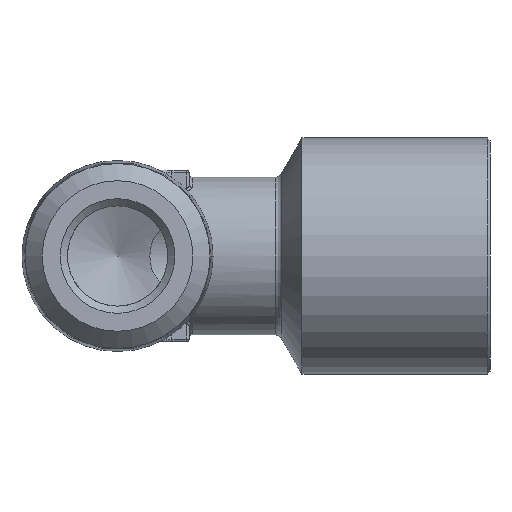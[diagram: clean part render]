
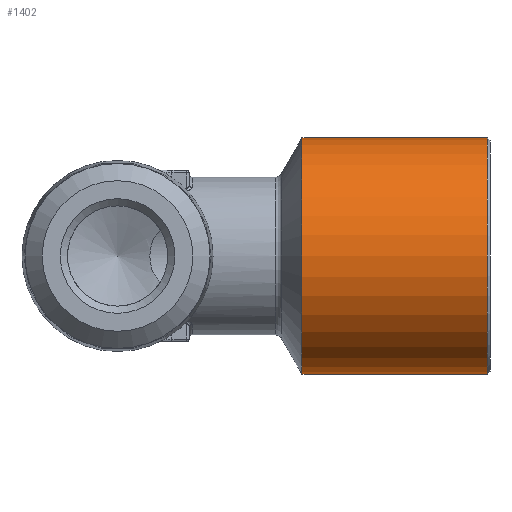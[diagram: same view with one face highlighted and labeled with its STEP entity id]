
A CAD part, front view. The second image highlights one B-rep face of the part: STEP entity #1402.
In plain terms, the highlighted cylindrical face has radius 8.25 mm (diameter 16.5 mm), a full revolution.
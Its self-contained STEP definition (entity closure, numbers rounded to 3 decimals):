
#254=CYLINDRICAL_SURFACE('',#1516,8.25);
#295=FACE_BOUND('',#422,.T.);
#313=FACE_OUTER_BOUND('',#421,.T.);
#421=EDGE_LOOP('',(#979));
#422=EDGE_LOOP('',(#980));
#537=CIRCLE('',#1515,8.25);
#538=CIRCLE('',#1517,8.25);
#638=VERTEX_POINT('',#2154);
#639=VERTEX_POINT('',#2157);
#764=EDGE_CURVE('',#638,#638,#537,.T.);
#765=EDGE_CURVE('',#639,#639,#538,.T.);
#979=ORIENTED_EDGE('',*,*,#764,.T.);
#980=ORIENTED_EDGE('',*,*,#765,.T.);
#1402=ADVANCED_FACE('',(#313,#295),#254,.T.);
#1515=AXIS2_PLACEMENT_3D('',#2155,#1713,#1714);
#1516=AXIS2_PLACEMENT_3D('',#2156,#1715,#1716);
#1517=AXIS2_PLACEMENT_3D('',#2158,#1717,#1718);
#1713=DIRECTION('center_axis',(-1.,0.,0.));
#1714=DIRECTION('ref_axis',(0.,-1.,0.));
#1715=DIRECTION('center_axis',(-1.,0.,0.));
#1716=DIRECTION('ref_axis',(0.,-1.,0.));
#1717=DIRECTION('center_axis',(1.,0.,0.));
#1718=DIRECTION('ref_axis',(0.,0.,-1.));
#2154=CARTESIAN_POINT('',(25.8,-8.25,0.));
#2155=CARTESIAN_POINT('Origin',(25.8,0.,0.));
#2156=CARTESIAN_POINT('Origin',(0.,0.,
0.));
#2157=CARTESIAN_POINT('',(12.876,0.,-8.25));
#2158=CARTESIAN_POINT('Origin',(12.876,0.,0.));
